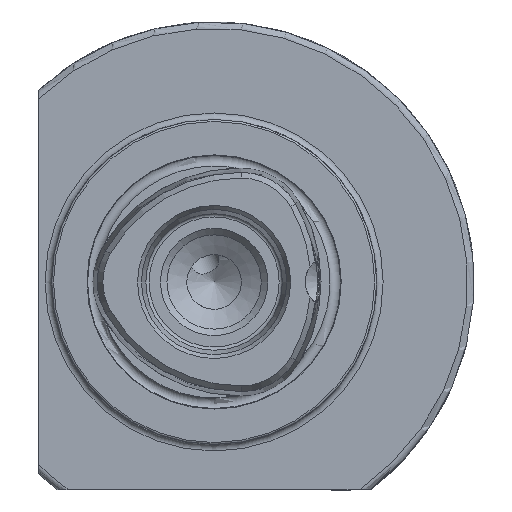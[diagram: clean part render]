
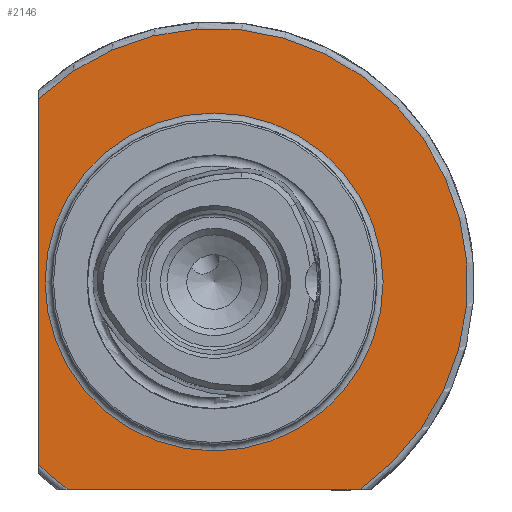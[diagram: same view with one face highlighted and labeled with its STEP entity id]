
A CAD part, left-side view. The second image highlights one B-rep face of the part: STEP entity #2146.
In plain terms, the highlighted planar face has unit normal (-1, 0, 0).
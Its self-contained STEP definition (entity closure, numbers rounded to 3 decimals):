
#13 = ORIENTED_EDGE ( 'NONE', *, *, #4039, .T. ) ;
#80 = VERTEX_POINT ( 'NONE', #3044 ) ;
#147 = EDGE_LOOP ( 'NONE', ( #4286 ) ) ;
#163 = PLANE ( 'NONE',  #2880 ) ;
#294 = AXIS2_PLACEMENT_3D ( 'NONE', #1496, #1091, #3812 ) ;
#393 = LINE ( 'NONE', #1468, #4791 ) ;
#473 = DIRECTION ( 'NONE',  ( 0., 0., -1. ) ) ;
#771 = FACE_OUTER_BOUND ( 'NONE', #2922, .T. ) ;
#826 = DIRECTION ( 'NONE',  ( 1., 0., 0. ) ) ;
#874 = DIRECTION ( 'NONE',  ( 0., 0., -1. ) ) ;
#910 = ORIENTED_EDGE ( 'NONE', *, *, #3495, .F. ) ;
#1091 = DIRECTION ( 'NONE',  ( 1., 0., 0. ) ) ;
#1285 = VERTEX_POINT ( 'NONE', #4342 ) ;
#1468 = CARTESIAN_POINT ( 'NONE',  ( 21., 26., -32. ) ) ;
#1496 = CARTESIAN_POINT ( 'NONE',  ( 21., 0., 0. ) ) ;
#1502 = AXIS2_PLACEMENT_3D ( 'NONE', #4731, #826, #473 ) ;
#1708 = EDGE_CURVE ( 'NONE', #3718, #3718, #1997, .T. ) ;
#1853 = CIRCLE ( 'NONE', #294, 39. ) ;
#1859 = VECTOR ( 'NONE', #1984, 1000. ) ;
#1984 = DIRECTION ( 'NONE',  ( 0., 0., 1. ) ) ;
#1997 = CIRCLE ( 'NONE', #2529, 26. ) ;
#2146 = ADVANCED_FACE ( 'NONE', ( #3087, #771 ), #163, .F. ) ;
#2242 = CARTESIAN_POINT ( 'NONE',  ( 21., 27., -28.142 ) ) ;
#2266 = CIRCLE ( 'NONE', #1502, 39. ) ;
#2365 = VERTEX_POINT ( 'NONE', #2242 ) ;
#2529 = AXIS2_PLACEMENT_3D ( 'NONE', #3550, #4351, #874 ) ;
#2543 = DIRECTION ( 'NONE',  ( 1., 0., 0. ) ) ;
#2590 = LINE ( 'NONE', #2765, #1859 ) ;
#2637 = DIRECTION ( 'NONE',  ( 0., -1., 0. ) ) ;
#2649 = ORIENTED_EDGE ( 'NONE', *, *, #4758, .F. ) ;
#2765 = CARTESIAN_POINT ( 'NONE',  ( 21., 27., 0. ) ) ;
#2880 = AXIS2_PLACEMENT_3D ( 'NONE', #3265, #2543, #4875 ) ;
#2922 = EDGE_LOOP ( 'NONE', ( #4209, #13, #910, #2649 ) ) ;
#2963 = CARTESIAN_POINT ( 'NONE',  ( 21., 0., -26. ) ) ;
#2993 = VERTEX_POINT ( 'NONE', #4055 ) ;
#3044 = CARTESIAN_POINT ( 'NONE',  ( 21., -22.293, -32. ) ) ;
#3087 = FACE_BOUND ( 'NONE', #147, .T. ) ;
#3265 = CARTESIAN_POINT ( 'NONE',  ( 21., 26., 0. ) ) ;
#3495 = EDGE_CURVE ( 'NONE', #2993, #80, #1853, .T. ) ;
#3550 = CARTESIAN_POINT ( 'NONE',  ( 21., 0., 0. ) ) ;
#3718 = VERTEX_POINT ( 'NONE', #2963 ) ;
#3812 = DIRECTION ( 'NONE',  ( 0., 0., -1. ) ) ;
#4039 = EDGE_CURVE ( 'NONE', #1285, #80, #393, .T. ) ;
#4055 = CARTESIAN_POINT ( 'NONE',  ( 21., 27., 28.142 ) ) ;
#4209 = ORIENTED_EDGE ( 'NONE', *, *, #4210, .F. ) ;
#4210 = EDGE_CURVE ( 'NONE', #1285, #2365, #2266, .T. ) ;
#4286 = ORIENTED_EDGE ( 'NONE', *, *, #1708, .T. ) ;
#4342 = CARTESIAN_POINT ( 'NONE',  ( 21., 22.293, -32. ) ) ;
#4351 = DIRECTION ( 'NONE',  ( 1., 0., 0. ) ) ;
#4731 = CARTESIAN_POINT ( 'NONE',  ( 21., 0., 0. ) ) ;
#4758 = EDGE_CURVE ( 'NONE', #2365, #2993, #2590, .T. ) ;
#4791 = VECTOR ( 'NONE', #2637, 1000. ) ;
#4875 = DIRECTION ( 'NONE',  ( 0., 0., 1. ) ) ;
